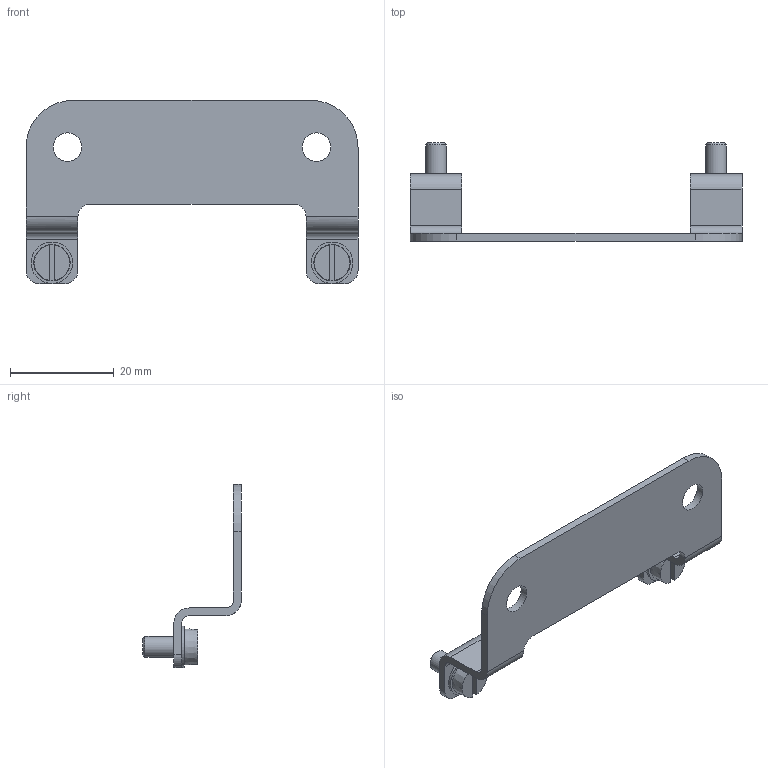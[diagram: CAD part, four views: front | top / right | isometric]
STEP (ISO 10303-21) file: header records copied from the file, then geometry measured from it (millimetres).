
FILE_DESCRIPTION(/* description */ ('STEP AP214'),/* implementation_level */ '2;1');
FILE_NAME(/* name */ '15933_WSR-32-J-M5',/* time_stamp */ '2024-09-18T13:33:01+02:00',/* author */ ('License CC BY-ND 4.0'),/* organization */ ('CADENAS'),/* preprocessor_version */ 'ST-DEVELOPER v19.3',/* originating_system */ 'PARTsolutions',/* authorisation */ ' ');
FILE_SCHEMA (('AUTOMOTIVE_DESIGN {1 0 10303 214 3 1 1}'));
Length unit declared in the file: millimetre
Products named in the file (4): 15933 WSR-32-J-M5; 15933 WSR-32-J-M5-(Platte); Tooth lock washer DIN 6797 - J4.3; DIN-84 - M4x8
Assembly tree (5 placements, depth 2):
  15933 WSR-32-J-M5
    15933 WSR-32-J-M5-(Platte)
    Tooth lock washer DIN 6797 - J4.3  x2
    DIN-84 - M4x8  x2
Bounding box: 64 x 19 x 35.3 mm (x, y, z)
Volume: 2895.4 mm3; surface area: 4457.6 mm2
Topology: 5 solids, 5 shells, 134 faces, 360 edges, 238 vertices
Faces by surface type: plane 68, cylinder 56, cone 8, torus 2
Full cylindrical faces by diameter (mm): 4 x2, 4.2 x2, 5.5 x2, 8 x2
Entity records: 2813 total; most frequent: CARTESIAN_POINT 490, DIRECTION 482, ORIENTED_EDGE 442, EDGE_CURVE 221, AXIS2_PLACEMENT_3D 177, VERTEX_POINT 153, LINE 128, VECTOR 128
